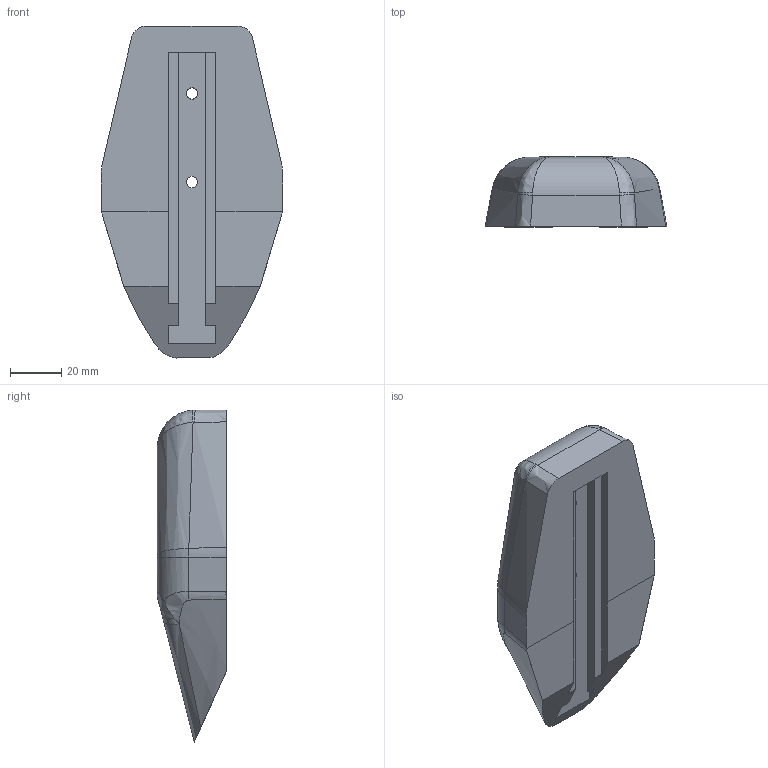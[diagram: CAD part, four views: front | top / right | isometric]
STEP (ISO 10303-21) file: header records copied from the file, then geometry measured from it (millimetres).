
FILE_DESCRIPTION(('HOOPS Exchange Step'),'2;1');
FILE_NAME('temp_export','2026-02-08T09:00:33-06:00',('mobile'),('Shapr3D Limited'),'HOOPS Exchange 2025.9','Shapr3D','Authorized');
FILE_SCHEMA( ('AP242_MANAGED_MODEL_BASED_3D_ENGINEERING_MIM_LF {1 0 10303 442 1 1 4}') );
Length unit declared in the file: millimetre
Products named in the file (3): Stock; Back; root
Assembly tree (2 placements, depth 3):
  root
    Back
      Stock
Bounding box: 70.78 x 27.23 x 129.44 mm (x, y, z)
Volume: 137271.2 mm3; surface area: 24033.5 mm2
Topology: 1 solids, 1 shells, 65 faces, 165 edges, 100 vertices
Faces by surface type: bspline 32, plane 23, cylinder 8, cone 2
Full cylindrical faces by diameter (mm): 4.5 x2, 7.5 x2
Entity records: 6769 total; most frequent: CARTESIAN_POINT 5388, ORIENTED_EDGE 322, DIRECTION 175, EDGE_CURVE 161, VERTEX_POINT 100, B_SPLINE_CURVE_WITH_KNOTS 76, EDGE_LOOP 71, FACE_BOUND 71
